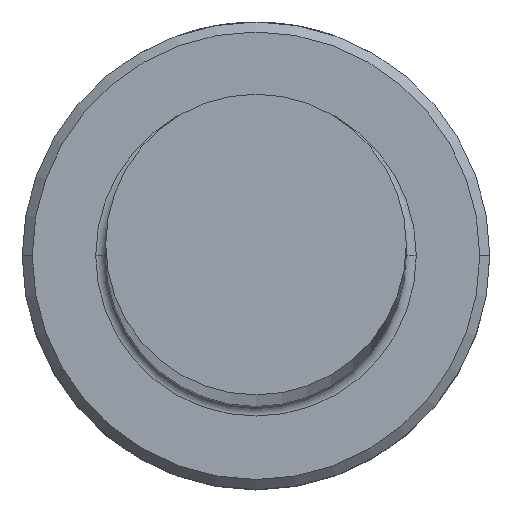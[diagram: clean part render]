
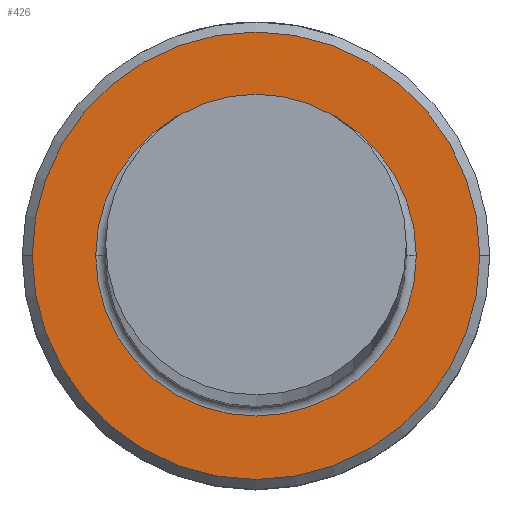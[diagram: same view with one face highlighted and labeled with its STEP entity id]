
A CAD part, top view. The second image highlights one B-rep face of the part: STEP entity #426.
In plain terms, the highlighted planar face has unit normal (0, 0, 1).
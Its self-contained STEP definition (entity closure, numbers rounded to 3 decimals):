
#28 = AXIS2_PLACEMENT_3D ( 'NONE', #348, #999, #435 ) ;
#100 = EDGE_LOOP ( 'NONE', ( #659, #833 ) ) ;
#109 = FACE_BOUND ( 'NONE', #1103, .T. ) ;
#135 = PLANE ( 'NONE',  #384 ) ;
#143 = AXIS2_PLACEMENT_3D ( 'NONE', #422, #1071, #507 ) ;
#150 = CARTESIAN_POINT ( 'NONE',  ( 0., 0., 8. ) ) ;
#225 = CARTESIAN_POINT ( 'NONE',  ( 0., 0., 8. ) ) ;
#239 = DIRECTION ( 'NONE',  ( -1., 0., 0. ) ) ;
#328 = DIRECTION ( 'NONE',  ( 0., 0., 1. ) ) ;
#348 = CARTESIAN_POINT ( 'NONE',  ( 0., 0., 8. ) ) ;
#367 = CIRCLE ( 'NONE', #143, 6.7 ) ;
#384 = AXIS2_PLACEMENT_3D ( 'NONE', #225, #328, #979 ) ;
#422 = CARTESIAN_POINT ( 'NONE',  ( 0., 0., 8. ) ) ;
#426 = ADVANCED_FACE ( 'NONE', ( #825, #109 ), #135, .T. ) ;
#428 = AXIS2_PLACEMENT_3D ( 'NONE', #509, #1166, #604 ) ;
#433 = CARTESIAN_POINT ( 'NONE',  ( 4.8, 0., 8. ) ) ;
#435 = DIRECTION ( 'NONE',  ( -1., 0., 0. ) ) ;
#481 = AXIS2_PLACEMENT_3D ( 'NONE', #150, #796, #239 ) ;
#489 = CARTESIAN_POINT ( 'NONE',  ( -6.7, 0., 8. ) ) ;
#507 = DIRECTION ( 'NONE',  ( 1., 0., 0. ) ) ;
#509 = CARTESIAN_POINT ( 'NONE',  ( 0., 0., 8. ) ) ;
#555 = ORIENTED_EDGE ( 'NONE', *, *, #842, .T. ) ;
#584 = VERTEX_POINT ( 'NONE', #898 ) ;
#596 = CIRCLE ( 'NONE', #481, 4.8 ) ;
#604 = DIRECTION ( 'NONE',  ( 1., 0., 0. ) ) ;
#628 = CIRCLE ( 'NONE', #428, 6.7 ) ;
#633 = ORIENTED_EDGE ( 'NONE', *, *, #1062, .T. ) ;
#659 = ORIENTED_EDGE ( 'NONE', *, *, #1050, .T. ) ;
#733 = EDGE_CURVE ( 'NONE', #779, #949, #367, .T. ) ;
#779 = VERTEX_POINT ( 'NONE', #1077 ) ;
#796 = DIRECTION ( 'NONE',  ( 0., 0., -1. ) ) ;
#825 = FACE_OUTER_BOUND ( 'NONE', #100, .T. ) ;
#833 = ORIENTED_EDGE ( 'NONE', *, *, #733, .T. ) ;
#842 = EDGE_CURVE ( 'NONE', #848, #584, #871, .T. ) ;
#848 = VERTEX_POINT ( 'NONE', #433 ) ;
#871 = CIRCLE ( 'NONE', #28, 4.8 ) ;
#898 = CARTESIAN_POINT ( 'NONE',  ( -4.8, 0., 8. ) ) ;
#949 = VERTEX_POINT ( 'NONE', #489 ) ;
#979 = DIRECTION ( 'NONE',  ( 1., 0., 0. ) ) ;
#999 = DIRECTION ( 'NONE',  ( 0., 0., -1. ) ) ;
#1050 = EDGE_CURVE ( 'NONE', #949, #779, #628, .T. ) ;
#1062 = EDGE_CURVE ( 'NONE', #584, #848, #596, .T. ) ;
#1071 = DIRECTION ( 'NONE',  ( 0., 0., 1. ) ) ;
#1077 = CARTESIAN_POINT ( 'NONE',  ( 6.7, 0., 8. ) ) ;
#1103 = EDGE_LOOP ( 'NONE', ( #633, #555 ) ) ;
#1166 = DIRECTION ( 'NONE',  ( 0., 0., 1. ) ) ;
